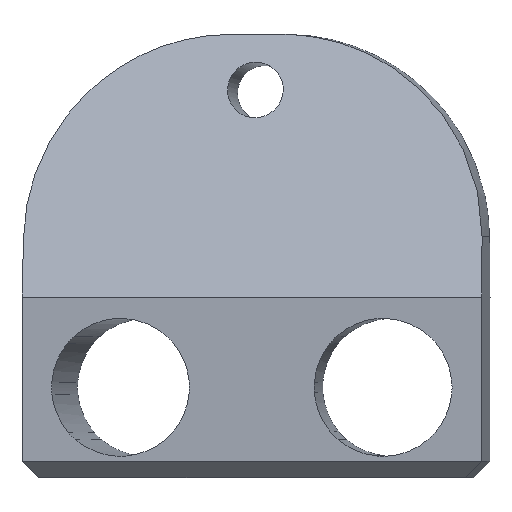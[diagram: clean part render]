
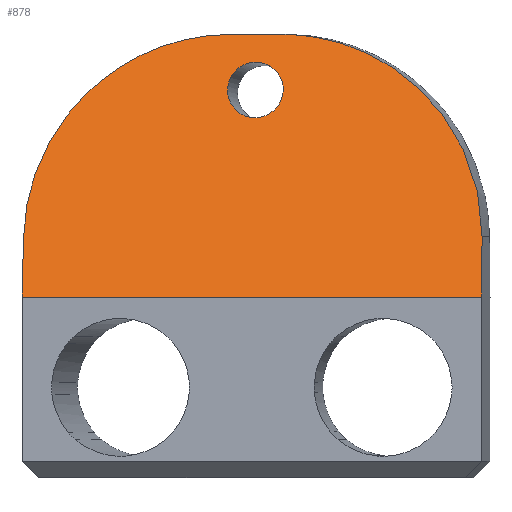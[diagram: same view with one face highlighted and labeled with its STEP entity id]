
A CAD part, front view. The second image highlights one B-rep face of the part: STEP entity #878.
In plain terms, the highlighted planar face has unit normal (-0.012, -0.707, 0.707).
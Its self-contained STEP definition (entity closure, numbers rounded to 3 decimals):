
#22=FACE_BOUND('',#127,.T.);
#27=PLANE('',#1010);
#76=FACE_OUTER_BOUND('',#126,.T.);
#126=EDGE_LOOP('',(#727,#728,#729,#730,#731,#732));
#127=EDGE_LOOP('',(#733));
#181=LINE('',#1560,#240);
#182=LINE('',#1561,#241);
#183=LINE('',#1562,#242);
#184=LINE('',#1563,#243);
#240=VECTOR('',#1283,1.);
#241=VECTOR('',#1284,1.);
#242=VECTOR('',#1285,1.);
#243=VECTOR('',#1286,1.);
#258=ELLIPSE('',#905,0.999,0.711);
#323=ELLIPSE('',#1003,7.28,5.148);
#325=ELLIPSE('',#1006,7.28,5.148);
#328=VERTEX_POINT('',#1325);
#393=VERTEX_POINT('',#1527);
#394=VERTEX_POINT('',#1528);
#397=VERTEX_POINT('',#1536);
#398=VERTEX_POINT('',#1537);
#405=VERTEX_POINT('',#1558);
#406=VERTEX_POINT('',#1559);
#415=EDGE_CURVE('',#328,#328,#258,.T.);
#512=EDGE_CURVE('',#393,#394,#323,.T.);
#516=EDGE_CURVE('',#397,#398,#325,.T.);
#527=EDGE_CURVE('',#405,#406,#181,.T.);
#528=EDGE_CURVE('',#393,#405,#182,.T.);
#529=EDGE_CURVE('',#397,#394,#183,.T.);
#530=EDGE_CURVE('',#406,#398,#184,.T.);
#727=ORIENTED_EDGE('',*,*,#527,.F.);
#728=ORIENTED_EDGE('',*,*,#528,.F.);
#729=ORIENTED_EDGE('',*,*,#512,.T.);
#730=ORIENTED_EDGE('',*,*,#529,.F.);
#731=ORIENTED_EDGE('',*,*,#516,.T.);
#732=ORIENTED_EDGE('',*,*,#530,.F.);
#733=ORIENTED_EDGE('',*,*,#415,.T.);
#878=ADVANCED_FACE('',(#76,#22),#27,.F.);
#905=AXIS2_PLACEMENT_3D('',#1327,#1030,#1031);
#1003=AXIS2_PLACEMENT_3D('',#1529,#1256,#1257);
#1006=AXIS2_PLACEMENT_3D('',#1538,#1264,#1265);
#1010=AXIS2_PLACEMENT_3D('',#1557,#1281,#1282);
#1030=DIRECTION('center_axis',(0.012,0.707,-0.707));
#1031=DIRECTION('ref_axis',(0.012,0.707,0.707));
#1256=DIRECTION('center_axis',(-0.012,-0.707,0.707));
#1257=DIRECTION('ref_axis',(0.,-0.707,-0.707));
#1264=DIRECTION('center_axis',(-0.012,-0.707,0.707));
#1265=DIRECTION('ref_axis',(-0.025,-0.707,-0.707));
#1281=DIRECTION('center_axis',(0.012,0.707,-0.707));
#1282=DIRECTION('ref_axis',(-1.,0.,-0.017));
#1283=DIRECTION('',(-1.,0.017,0.));
#1284=DIRECTION('',(-0.006,-0.707,-0.707));
#1285=DIRECTION('',(1.,-0.017,0.));
#1286=DIRECTION('',(0.019,0.707,0.707));
#1325=CARTESIAN_POINT('',(-0.138,-7.895,3.956));
#1327=CARTESIAN_POINT('Origin',(-0.126,-7.188,4.663));
#1527=CARTESIAN_POINT('',(5.653,-11.021,0.932));
#1528=CARTESIAN_POINT('',(0.55,-5.784,6.079));
#1529=CARTESIAN_POINT('Origin',(0.506,-10.931,0.932));
#1536=CARTESIAN_POINT('',(-0.753,-5.761,6.079));
#1537=CARTESIAN_POINT('',(-6.035,-10.817,0.932));
#1538=CARTESIAN_POINT('Origin',(-0.888,-10.907,0.932));
#1557=CARTESIAN_POINT('Origin',(-0.126,-7.247,4.605));
#1558=CARTESIAN_POINT('',(5.64,-12.569,-0.617));
#1559=CARTESIAN_POINT('',(-6.076,-12.365,-0.617));
#1560=CARTESIAN_POINT('',(-0.218,-12.467,-0.617));
#1561=CARTESIAN_POINT('',(5.688,-7.027,4.926));
#1562=CARTESIAN_POINT('',(-0.101,-5.772,6.079));
#1563=CARTESIAN_POINT('',(-5.93,-6.824,4.926));
